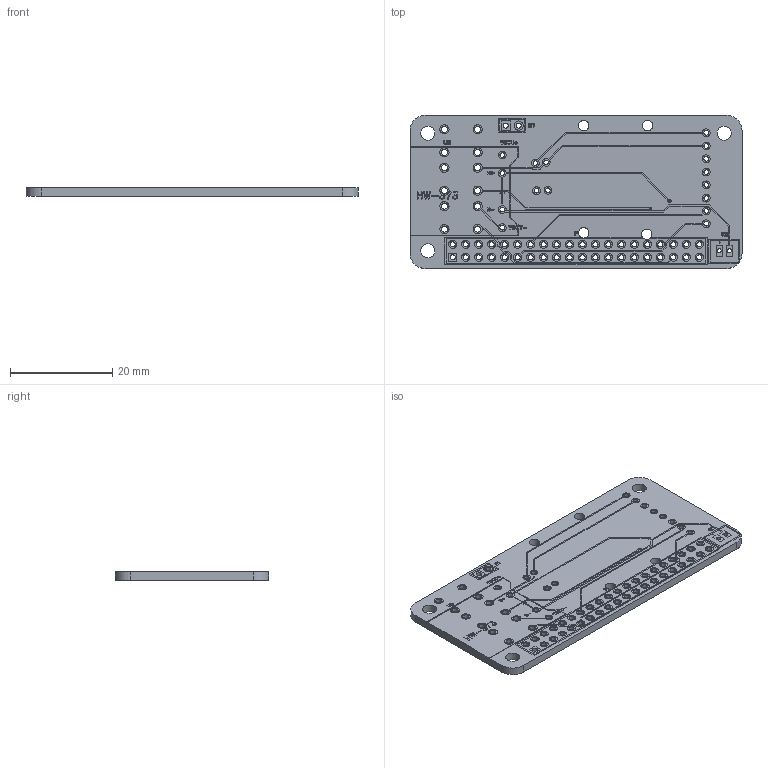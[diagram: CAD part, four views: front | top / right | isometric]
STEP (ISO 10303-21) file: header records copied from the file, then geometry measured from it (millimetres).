
FILE_DESCRIPTION(/* description */ ('STEP AP242','CAx-IF Rec.Pracs.---Representation and Presentation of Product Manufacturing Information (PMI)---4.0---2014-10-13','CAx-IF Rec.Pracs.---3D Tessellated Geometry---0.4---2014-09-14','2;1'),/* implementation_level */ '2;1');
FILE_NAME(/* name */ '67b0c25eafc06c170b5bbd98',/* time_stamp */ '2025-02-15T16:35:44Z',/* author */ (''),/* organization */ (''),/* preprocessor_version */ 'ST-DEVELOPER v20',/* originating_system */ 'ONSHAPE BY PTC INC, 1.193',/* authorisation */ ' ');
FILE_SCHEMA (('AP242_MANAGED_MODEL_BASED_3D_ENGINEERING_MIM_LF { 1 0 10303 442 1 1 4 }'));
Length unit declared in the file: metre
Products named in the file (229): GFR1-TopTrack; GFR1-BottomTrack; GFR1-TopSilk; GFR1-BottomSilk; GFR1-Board
Bounding box: 64.97 x 29.97 x 1.64 mm (x, y, z)
Volume: 2961.5 mm3; surface area: 4924.2 mm2
Topology: 1 solids, 229 shells, 319 faces, 4878 edges, 4789 vertices
Faces by surface type: plane 234, cylinder 85
Full cylindrical faces by diameter (mm): 0.305 x2, 0.798 x2, 0.914 x16, 1 x42, 1.2 x12, 2.032 x4, 2.75 x3
Entity records: 50243 total; most frequent: CARTESIAN_POINT 10134, DIRECTION 6924, ORIENTED_EDGE 4983, EDGE_CURVE 4797, VERTEX_POINT 4789, LINE 3766, VECTOR 3766, AXIS2_PLACEMENT_3D 1579
